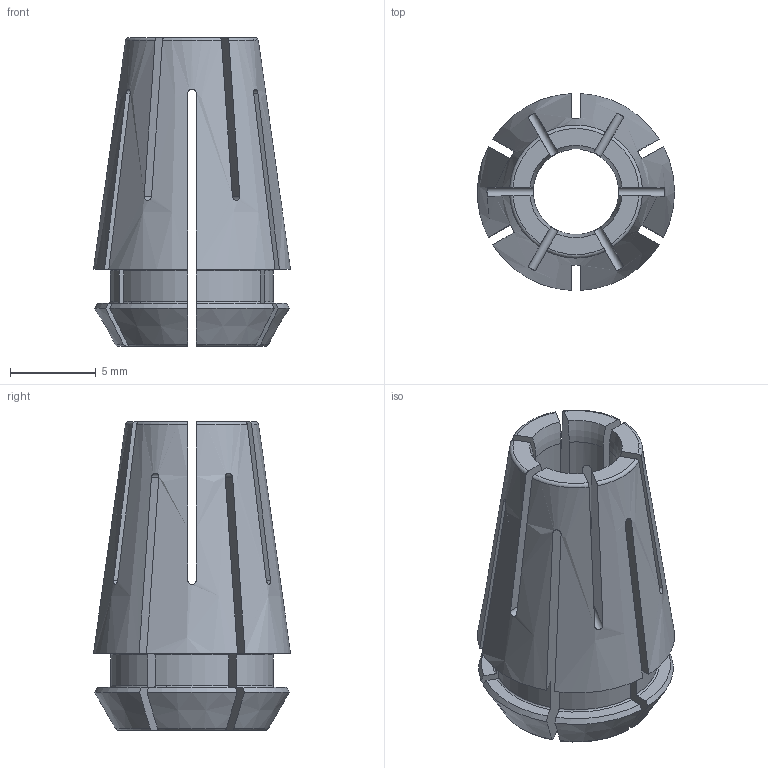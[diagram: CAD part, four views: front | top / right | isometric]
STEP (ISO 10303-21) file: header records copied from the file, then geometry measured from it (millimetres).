
FILE_DESCRIPTION(/* description */ (''),/* implementation_level */ '2;1');
FILE_NAME(/* name */ '121105000.stp',/* time_stamp */ '2021-01-08T12:48:56',/* author */ ('LRA'),/* organization */ ('REGO-FIX'),/* preprocessor_version */ ' Unknown',/* originating_system */ 'SIEMENS PLM Software Solid Edge ST10',/* authorization */ 'Unknown');
FILE_SCHEMA (('AUTOMOTIVE_DESIGN { 1 0 10303 214 2 1 1}'));
Length unit declared in the file: millimetre
Products named in the file (1): NOCUT
Bounding box: 11.49 x 11.49 x 18 mm (x, y, z)
Volume: 814 mm3; surface area: 1488.3 mm2
Topology: 1 solids, 1 shells, 116 faces, 346 edges, 230 vertices
Faces by surface type: plane 48, torus 36, cylinder 19, cone 13
Full cylindrical faces by diameter (mm): 5 x1
Entity records: 4152 total; most frequent: CARTESIAN_POINT 1134, ORIENTED_EDGE 684, DIRECTION 572, EDGE_CURVE 342, VERTEX_POINT 228, AXIS2_PLACEMENT_3D 226, LINE 120, VECTOR 120
